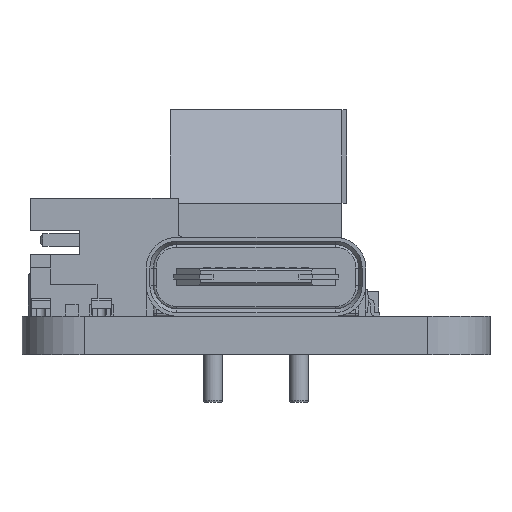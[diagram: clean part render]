
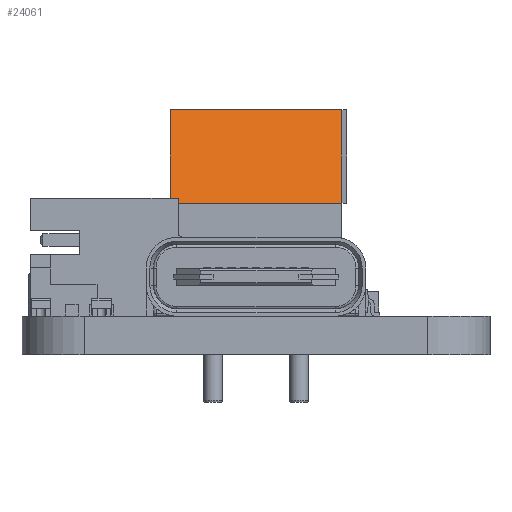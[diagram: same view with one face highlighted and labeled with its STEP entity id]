
A CAD part, left-side view. The second image highlights one B-rep face of the part: STEP entity #24061.
In plain terms, the highlighted face is planar.
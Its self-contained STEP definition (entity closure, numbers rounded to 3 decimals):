
#1406=PLANE('',#26304);
#2682=FACE_OUTER_BOUND('',#4145,.T.);
#4145=EDGE_LOOP('',(#21766,#21767,#21768,#21769));
#6547=LINE('',#40683,#9002);
#6551=LINE('',#40693,#9006);
#6552=LINE('',#40695,#9007);
#6553=LINE('',#40696,#9008);
#9002=VECTOR('',#32813,10.);
#9006=VECTOR('',#32821,10.);
#9007=VECTOR('',#32822,1000.);
#9008=VECTOR('',#32823,10.);
#11951=VERTEX_POINT('',#40680);
#11952=VERTEX_POINT('',#40682);
#11956=VERTEX_POINT('',#40692);
#11957=VERTEX_POINT('',#40694);
#15235=EDGE_CURVE('',#11952,#11951,#6547,.T.);
#15240=EDGE_CURVE('',#11956,#11951,#6551,.T.);
#15241=EDGE_CURVE('',#11957,#11956,#6552,.T.);
#15242=EDGE_CURVE('',#11952,#11957,#6553,.T.);
#21766=ORIENTED_EDGE('',*,*,#15235,.T.);
#21767=ORIENTED_EDGE('',*,*,#15240,.F.);
#21768=ORIENTED_EDGE('',*,*,#15241,.F.);
#21769=ORIENTED_EDGE('',*,*,#15242,.F.);
#24061=ADVANCED_FACE('',(#2682),#1406,.T.);
#26304=AXIS2_PLACEMENT_3D('',#40691,#32819,#32820);
#32813=DIRECTION('',(1.,0.,0.));
#32819=DIRECTION('center_axis',(0.,0.934,
0.358));
#32820=DIRECTION('ref_axis',(-1.,0.,0.));
#32821=DIRECTION('',(0.,-0.358,0.934));
#32822=DIRECTION('',(1.,0.,0.));
#32823=DIRECTION('',(0.,0.358,-0.934));
#40680=CARTESIAN_POINT('',(3.5,1.891,8.4));
#40682=CARTESIAN_POINT('',(-3.5,1.891,8.4));
#40683=CARTESIAN_POINT('',(-0.875,1.891,8.4));
#40691=CARTESIAN_POINT('Origin',(-3.5,3.35,4.6));
#40692=CARTESIAN_POINT('',(3.5,3.35,4.6));
#40693=CARTESIAN_POINT('',(3.5,3.901,3.164));
#40694=CARTESIAN_POINT('',(-3.5,3.35,4.6));
#40695=CARTESIAN_POINT('',(3.5,3.35,4.6));
#40696=CARTESIAN_POINT('',(-3.5,3.901,3.164));
